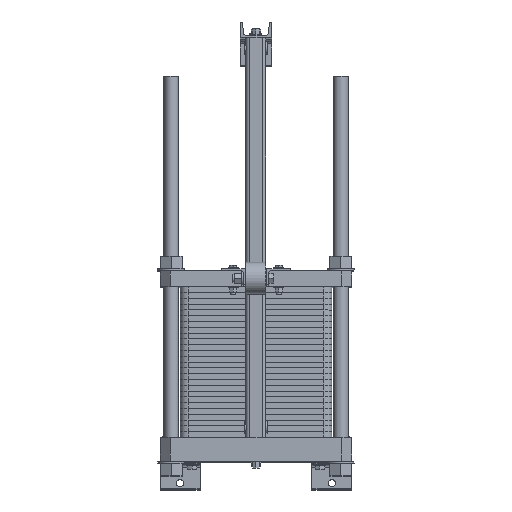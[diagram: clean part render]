
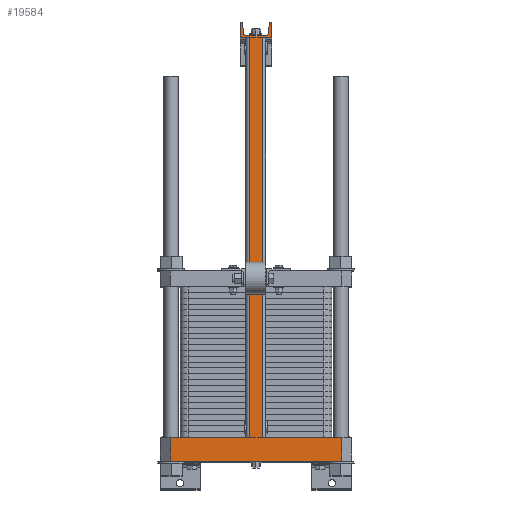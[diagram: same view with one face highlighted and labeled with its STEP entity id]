
A CAD part, top view. The second image highlights one B-rep face of the part: STEP entity #19584.
In plain terms, the highlighted planar face has unit normal (0, 0, 1).
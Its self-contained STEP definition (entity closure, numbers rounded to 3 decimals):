
#2639=LINE('',#29466,#4821);
#2640=LINE('',#29486,#4822);
#2641=LINE('',#29488,#4823);
#2642=LINE('',#29490,#4824);
#2643=LINE('',#29492,#4825);
#2644=LINE('',#29494,#4826);
#2645=LINE('',#29496,#4827);
#2646=LINE('',#29498,#4828);
#2647=LINE('',#29500,#4829);
#2648=LINE('',#29502,#4830);
#2649=LINE('',#29506,#4831);
#2650=LINE('',#29510,#4832);
#2651=LINE('',#29514,#4833);
#2652=LINE('',#29518,#4834);
#2653=LINE('',#29520,#4835);
#2654=LINE('',#29521,#4836);
#4821=VECTOR('',#22835,1.);
#4822=VECTOR('',#22840,10.);
#4823=VECTOR('',#22841,10.);
#4824=VECTOR('',#22842,10.);
#4825=VECTOR('',#22843,10.);
#4826=VECTOR('',#22844,10.);
#4827=VECTOR('',#22845,10.);
#4828=VECTOR('',#22846,10.);
#4829=VECTOR('',#22847,10.);
#4830=VECTOR('',#22848,10.);
#4831=VECTOR('',#22851,10.);
#4832=VECTOR('',#22854,10.);
#4833=VECTOR('',#22857,10.);
#4834=VECTOR('',#22860,10.);
#4835=VECTOR('',#22861,10.);
#4836=VECTOR('',#22862,10.);
#6965=PLANE('',#20582);
#7949=FACE_OUTER_BOUND('',#8891,.T.);
#8891=EDGE_LOOP('',(#15138,#15139,#15140,#15141,#15142,#15143,#15144,#15145,
#15146,#15147,#15148,#15149,#15150,#15151,#15152,#15153,#15154,#15155,#15156,
#15157));
#10136=CIRCLE('',#20583,4.);
#10137=CIRCLE('',#20584,8.);
#10138=CIRCLE('',#20585,8.);
#10139=CIRCLE('',#20586,4.);
#11376=VERTEX_POINT('',#29463);
#11377=VERTEX_POINT('',#29465);
#11378=VERTEX_POINT('',#29485);
#11379=VERTEX_POINT('',#29487);
#11380=VERTEX_POINT('',#29489);
#11381=VERTEX_POINT('',#29491);
#11382=VERTEX_POINT('',#29493);
#11383=VERTEX_POINT('',#29495);
#11384=VERTEX_POINT('',#29497);
#11385=VERTEX_POINT('',#29499);
#11386=VERTEX_POINT('',#29501);
#11387=VERTEX_POINT('',#29503);
#11388=VERTEX_POINT('',#29505);
#11389=VERTEX_POINT('',#29507);
#11390=VERTEX_POINT('',#29509);
#11391=VERTEX_POINT('',#29511);
#11392=VERTEX_POINT('',#29513);
#11393=VERTEX_POINT('',#29515);
#11394=VERTEX_POINT('',#29517);
#11395=VERTEX_POINT('',#29519);
#12899=EDGE_CURVE('',#11377,#11376,#2639,.T.);
#12902=EDGE_CURVE('',#11376,#11378,#2640,.T.);
#12903=EDGE_CURVE('',#11378,#11379,#2641,.T.);
#12904=EDGE_CURVE('',#11380,#11379,#2642,.T.);
#12905=EDGE_CURVE('',#11381,#11380,#2643,.T.);
#12906=EDGE_CURVE('',#11381,#11382,#2644,.T.);
#12907=EDGE_CURVE('',#11382,#11383,#2645,.T.);
#12908=EDGE_CURVE('',#11383,#11384,#2646,.T.);
#12909=EDGE_CURVE('',#11384,#11385,#2647,.T.);
#12910=EDGE_CURVE('',#11385,#11386,#2648,.T.);
#12911=EDGE_CURVE('',#11386,#11387,#10136,.T.);
#12912=EDGE_CURVE('',#11387,#11388,#2649,.T.);
#12913=EDGE_CURVE('',#11388,#11389,#10137,.T.);
#12914=EDGE_CURVE('',#11389,#11390,#2650,.T.);
#12915=EDGE_CURVE('',#11390,#11391,#10138,.T.);
#12916=EDGE_CURVE('',#11391,#11392,#2651,.T.);
#12917=EDGE_CURVE('',#11392,#11393,#10139,.T.);
#12918=EDGE_CURVE('',#11393,#11394,#2652,.T.);
#12919=EDGE_CURVE('',#11394,#11395,#2653,.T.);
#12920=EDGE_CURVE('',#11395,#11377,#2654,.T.);
#15138=ORIENTED_EDGE('',*,*,#12899,.T.);
#15139=ORIENTED_EDGE('',*,*,#12902,.T.);
#15140=ORIENTED_EDGE('',*,*,#12903,.T.);
#15141=ORIENTED_EDGE('',*,*,#12904,.F.);
#15142=ORIENTED_EDGE('',*,*,#12905,.F.);
#15143=ORIENTED_EDGE('',*,*,#12906,.T.);
#15144=ORIENTED_EDGE('',*,*,#12907,.T.);
#15145=ORIENTED_EDGE('',*,*,#12908,.T.);
#15146=ORIENTED_EDGE('',*,*,#12909,.T.);
#15147=ORIENTED_EDGE('',*,*,#12910,.T.);
#15148=ORIENTED_EDGE('',*,*,#12911,.T.);
#15149=ORIENTED_EDGE('',*,*,#12912,.T.);
#15150=ORIENTED_EDGE('',*,*,#12913,.T.);
#15151=ORIENTED_EDGE('',*,*,#12914,.T.);
#15152=ORIENTED_EDGE('',*,*,#12915,.T.);
#15153=ORIENTED_EDGE('',*,*,#12916,.T.);
#15154=ORIENTED_EDGE('',*,*,#12917,.T.);
#15155=ORIENTED_EDGE('',*,*,#12918,.T.);
#15156=ORIENTED_EDGE('',*,*,#12919,.T.);
#15157=ORIENTED_EDGE('',*,*,#12920,.T.);
#19584=ADVANCED_FACE('',(#7949),#6965,.T.);
#20582=AXIS2_PLACEMENT_3D('',#29484,#22838,#22839);
#20583=AXIS2_PLACEMENT_3D('',#29504,#22849,#22850);
#20584=AXIS2_PLACEMENT_3D('',#29508,#22852,#22853);
#20585=AXIS2_PLACEMENT_3D('',#29512,#22855,#22856);
#20586=AXIS2_PLACEMENT_3D('',#29516,#22858,#22859);
#22835=DIRECTION('',(0.,-1.,0.));
#22838=DIRECTION('center_axis',(0.,0.,
1.));
#22839=DIRECTION('ref_axis',(-1.,0.,0.));
#22840=DIRECTION('',(-1.,0.,0.));
#22841=DIRECTION('',(0.,-1.,0.));
#22842=DIRECTION('',(-1.,0.,0.));
#22843=DIRECTION('',(0.,-1.,0.));
#22844=DIRECTION('',(-1.,0.,0.));
#22845=DIRECTION('',(0.,1.,0.));
#22846=DIRECTION('',(1.,0.,0.));
#22847=DIRECTION('',(0.,1.,0.));
#22848=DIRECTION('',(-1.,0.,0.));
#22849=DIRECTION('center_axis',(0.,0.,1.));
#22850=DIRECTION('ref_axis',(0.,1.,0.));
#22851=DIRECTION('',(-0.091,-0.996,0.));
#22852=DIRECTION('center_axis',(0.,0.,-1.));
#22853=DIRECTION('ref_axis',(0.,1.,0.));
#22854=DIRECTION('',(-1.,0.,0.));
#22855=DIRECTION('center_axis',(0.,0.,-1.));
#22856=DIRECTION('ref_axis',(0.996,0.091,0.));
#22857=DIRECTION('',(-0.091,0.996,0.));
#22858=DIRECTION('center_axis',(0.,0.,1.));
#22859=DIRECTION('ref_axis',(0.996,0.091,0.));
#22860=DIRECTION('',(-1.,0.,0.));
#22861=DIRECTION('',(0.,-1.,0.));
#22862=DIRECTION('',(1.,0.,0.));
#29463=CARTESIAN_POINT('',(-16.2,0.,1111.));
#29465=CARTESIAN_POINT('',(-16.2,1000.,1111.));
#29466=CARTESIAN_POINT('',(-16.2,766.,1111.));
#29484=CARTESIAN_POINT('Origin',(215.,0.,
1111.));
#29485=CARTESIAN_POINT('',(-215.,0.,1111.));
#29486=CARTESIAN_POINT('',(215.,0.,1111.));
#29487=CARTESIAN_POINT('',(-215.,-60.,1111.));
#29488=CARTESIAN_POINT('',(-215.,0.,1111.));
#29489=CARTESIAN_POINT('',(215.,-60.,1111.));
#29490=CARTESIAN_POINT('',(215.,-60.,1111.));
#29491=CARTESIAN_POINT('',(215.,0.,1111.));
#29492=CARTESIAN_POINT('',(215.,0.,1111.));
#29493=CARTESIAN_POINT('',(16.2,0.,1111.));
#29494=CARTESIAN_POINT('',(215.,0.,1111.));
#29495=CARTESIAN_POINT('',(16.2,1000.,1111.));
#29496=CARTESIAN_POINT('',(16.2,0.,1111.));
#29497=CARTESIAN_POINT('',(40.,1000.,1111.));
#29498=CARTESIAN_POINT('',(-40.,1000.,1111.));
#29499=CARTESIAN_POINT('',(40.,1040.,1111.));
#29500=CARTESIAN_POINT('',(40.,1000.,1111.));
#29501=CARTESIAN_POINT('',(37.45,1040.,1111.));
#29502=CARTESIAN_POINT('',(40.,1040.,1111.));
#29503=CARTESIAN_POINT('',(33.466,1036.366,1111.));
#29504=CARTESIAN_POINT('Origin',(37.45,1036.,1111.));
#29505=CARTESIAN_POINT('',(31.347,1013.269,1111.));
#29506=CARTESIAN_POINT('',(33.466,1036.366,1111.));
#29507=CARTESIAN_POINT('',(23.381,1006.,1111.));
#29508=CARTESIAN_POINT('Origin',(23.381,1014.,1111.));
#29509=CARTESIAN_POINT('',(-23.381,1006.,1111.));
#29510=CARTESIAN_POINT('',(23.381,1006.,1111.));
#29511=CARTESIAN_POINT('',(-31.347,1013.269,1111.));
#29512=CARTESIAN_POINT('Origin',(-23.381,1014.,1111.));
#29513=CARTESIAN_POINT('',(-33.466,1036.366,1111.));
#29514=CARTESIAN_POINT('',(-31.347,1013.269,1111.));
#29515=CARTESIAN_POINT('',(-37.45,1040.,1111.));
#29516=CARTESIAN_POINT('Origin',(-37.45,1036.,1111.));
#29517=CARTESIAN_POINT('',(-40.,1040.,1111.));
#29518=CARTESIAN_POINT('',(-37.45,1040.,1111.));
#29519=CARTESIAN_POINT('',(-40.,1000.,1111.));
#29520=CARTESIAN_POINT('',(-40.,1040.,1111.));
#29521=CARTESIAN_POINT('',(-40.,1000.,1111.));
